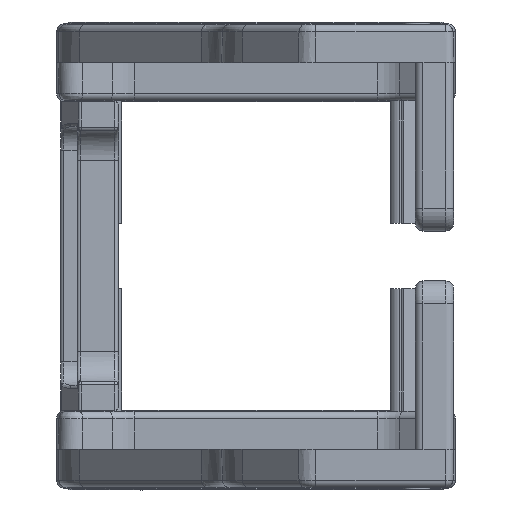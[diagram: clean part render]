
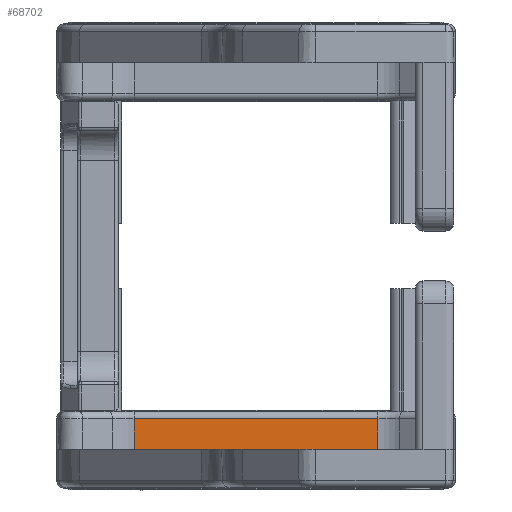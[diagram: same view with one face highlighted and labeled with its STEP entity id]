
A CAD part, left-side view. The second image highlights one B-rep face of the part: STEP entity #68702.
In plain terms, the highlighted planar face has unit normal (-1, 0, 0).
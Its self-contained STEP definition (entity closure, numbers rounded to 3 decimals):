
#2560 = LINE ( 'NONE', #99964, #28814 ) ;
#5272 = VECTOR ( 'NONE', #91910, 1000. ) ;
#5697 = VERTEX_POINT ( 'NONE', #36871 ) ;
#6359 = EDGE_CURVE ( 'NONE', #5697, #19677, #11466, .T. ) ;
#10267 = DIRECTION ( 'NONE',  ( 1., 0., 0. ) ) ;
#11165 = ORIENTED_EDGE ( 'NONE', *, *, #6359, .F. ) ;
#11466 = LINE ( 'NONE', #83452, #5272 ) ;
#16431 = LINE ( 'NONE', #20224, #43935 ) ;
#19677 = VERTEX_POINT ( 'NONE', #21056 ) ;
#20224 = CARTESIAN_POINT ( 'NONE',  ( -94.893, 79.979, -37.266 ) ) ;
#21056 = CARTESIAN_POINT ( 'NONE',  ( -94.893, 111.819, -33.266 ) ) ;
#24168 = EDGE_LOOP ( 'NONE', ( #11165, #67033, #60330, #24352 ) ) ;
#24352 = ORIENTED_EDGE ( 'NONE', *, *, #53989, .F. ) ;
#28214 = AXIS2_PLACEMENT_3D ( 'NONE', #34352, #10267, #90356 ) ;
#28702 = EDGE_CURVE ( 'NONE', #84649, #84295, #16431, .T. ) ;
#28814 = VECTOR ( 'NONE', #42902, 1000. ) ;
#34352 = CARTESIAN_POINT ( 'NONE',  ( -94.893, 113.371, 34.934 ) ) ;
#36871 = CARTESIAN_POINT ( 'NONE',  ( -94.893, 111.819, -37.266 ) ) ;
#42902 = DIRECTION ( 'NONE',  ( 0., 1., 0. ) ) ;
#43935 = VECTOR ( 'NONE', #84155, 1000. ) ;
#44033 = LINE ( 'NONE', #65213, #82776 ) ;
#53989 = EDGE_CURVE ( 'NONE', #19677, #84649, #44033, .T. ) ;
#58719 = PLANE ( 'NONE',  #28214 ) ;
#60330 = ORIENTED_EDGE ( 'NONE', *, *, #28702, .F. ) ;
#65213 = CARTESIAN_POINT ( 'NONE',  ( -94.893, 113.371, -33.266 ) ) ;
#67033 = ORIENTED_EDGE ( 'NONE', *, *, #86174, .F. ) ;
#68702 = ADVANCED_FACE ( 'NONE', ( #73711 ), #58719, .F. ) ;
#69808 = CARTESIAN_POINT ( 'NONE',  ( -94.893, 79.979, -33.266 ) ) ;
#73711 = FACE_OUTER_BOUND ( 'NONE', #24168, .T. ) ;
#81352 = DIRECTION ( 'NONE',  ( 0., -1., 0. ) ) ;
#82776 = VECTOR ( 'NONE', #81352, 1000. ) ;
#83452 = CARTESIAN_POINT ( 'NONE',  ( -94.893, 111.819, -32.266 ) ) ;
#84155 = DIRECTION ( 'NONE',  ( 0., 0., -1. ) ) ;
#84295 = VERTEX_POINT ( 'NONE', #87147 ) ;
#84649 = VERTEX_POINT ( 'NONE', #69808 ) ;
#86174 = EDGE_CURVE ( 'NONE', #84295, #5697, #2560, .T. ) ;
#87147 = CARTESIAN_POINT ( 'NONE',  ( -94.893, 79.979, -37.266 ) ) ;
#90356 = DIRECTION ( 'NONE',  ( 0., 1., 0. ) ) ;
#91910 = DIRECTION ( 'NONE',  ( 0., 0., 1. ) ) ;
#99964 = CARTESIAN_POINT ( 'NONE',  ( -94.893, 70.099, -37.266 ) ) ;
